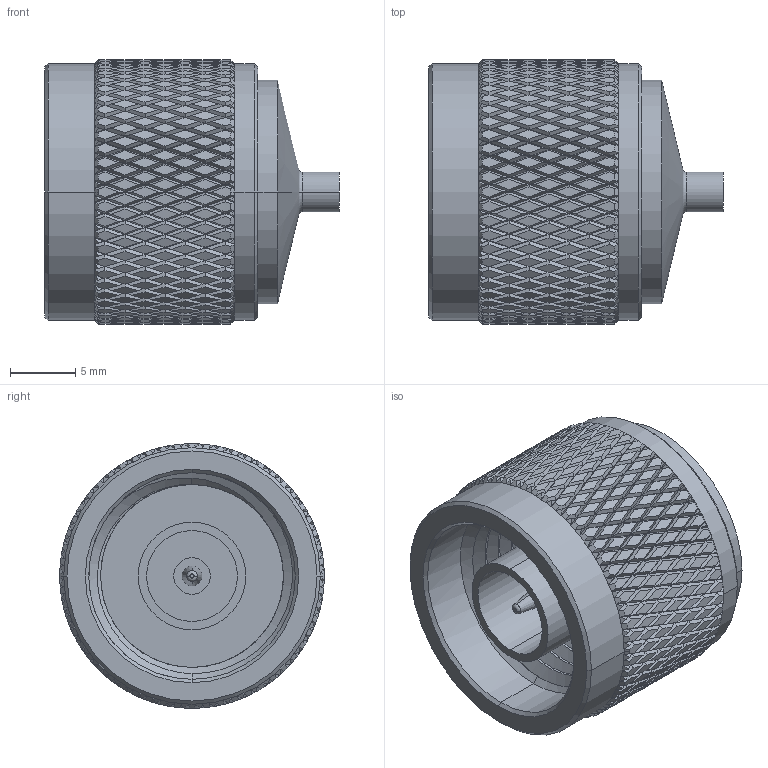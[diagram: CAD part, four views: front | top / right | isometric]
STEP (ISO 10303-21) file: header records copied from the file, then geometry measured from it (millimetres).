
FILE_DESCRIPTION (( 'STEP AP214' ), '1' );
FILE_NAME ('SC9195_3D.step', '2025-09-26T22:50:29', ( '' ), ( '' ), 'SwSTEP 2.0', 'SolidWorks 2025', '' );
FILE_SCHEMA (( 'AUTOMOTIVE_DESIGN' ));
Length unit declared in the file: inch
Products named in the file (1): SC9195_3D
Bounding box: 22.61 x 20.32 x 20.32 mm (x, y, z)
Volume: 4025 mm3; surface area: 3181 mm2
Topology: 1 solids, 1 shells, 2303 faces, 4896 edges, 2601 vertices
Faces by surface type: bspline 1795, cylinder 479, cone 17, plane 8, torus 4
Entity records: 89631 total; most frequent: CARTESIAN_POINT 60281, ORIENTED_EDGE 9792, EDGE_CURVE 4896, VERTEX_POINT 2601, EDGE_LOOP 2309, FACE_OUTER_BOUND 2303, ADVANCED_FACE 2303, B_SPLINE_CURVE_WITH_KNOTS 2025
